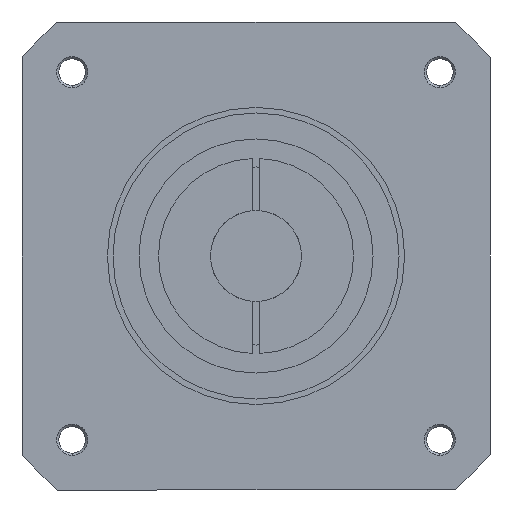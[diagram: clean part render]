
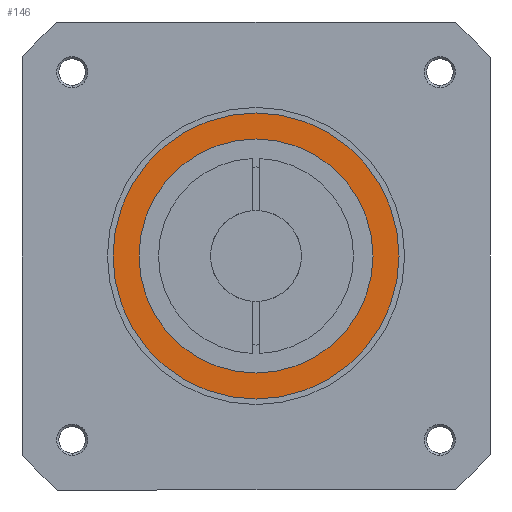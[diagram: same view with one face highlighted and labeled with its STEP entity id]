
A CAD part, front view. The second image highlights one B-rep face of the part: STEP entity #146.
In plain terms, the highlighted planar face has unit normal (0, -1, 0).
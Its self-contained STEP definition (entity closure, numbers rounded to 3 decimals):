
#10 = VERTEX_POINT ( 'NONE', #3508 ) ;
#19 = ORIENTED_EDGE ( 'NONE', *, *, #487, .T. ) ;
#146 = ADVANCED_FACE ( 'NONE', ( #3207, #2232 ), #2538, .T. ) ;
#257 = CIRCLE ( 'NONE', #3877, 45. ) ;
#324 = AXIS2_PLACEMENT_3D ( 'NONE', #2409, #2571, #2729 ) ;
#348 = ORIENTED_EDGE ( 'NONE', *, *, #2357, .T. ) ;
#487 = EDGE_CURVE ( 'NONE', #3451, #2467, #3414, .T. ) ;
#668 = EDGE_CURVE ( 'NONE', #10, #857, #3767, .T. ) ;
#778 = DIRECTION ( 'NONE',  ( 0., 1., 0. ) ) ;
#857 = VERTEX_POINT ( 'NONE', #3887 ) ;
#939 = CARTESIAN_POINT ( 'NONE',  ( 0., 32.5, 45. ) ) ;
#995 = EDGE_LOOP ( 'NONE', ( #19, #348 ) ) ;
#1007 = ORIENTED_EDGE ( 'NONE', *, *, #668, .F. ) ;
#1053 = AXIS2_PLACEMENT_3D ( 'NONE', #3831, #2144, #2109 ) ;
#1318 = CARTESIAN_POINT ( 'NONE',  ( 0., 32.5, 0. ) ) ;
#1383 = CARTESIAN_POINT ( 'NONE',  ( 0., 32.5, 0. ) ) ;
#1426 = CIRCLE ( 'NONE', #1662, 55. ) ;
#1645 = DIRECTION ( 'NONE',  ( 0., 0., 1. ) ) ;
#1662 = AXIS2_PLACEMENT_3D ( 'NONE', #1318, #3607, #1645 ) ;
#1720 = EDGE_LOOP ( 'NONE', ( #2413, #1007 ) ) ;
#1722 = DIRECTION ( 'NONE',  ( 0., 0., 1. ) ) ;
#1986 = AXIS2_PLACEMENT_3D ( 'NONE', #1996, #778, #2288 ) ;
#1996 = CARTESIAN_POINT ( 'NONE',  ( 0., 32.5, 0. ) ) ;
#2109 = DIRECTION ( 'NONE',  ( 0., 0., 1. ) ) ;
#2144 = DIRECTION ( 'NONE',  ( 0., 1., 0. ) ) ;
#2232 = FACE_OUTER_BOUND ( 'NONE', #1720, .T. ) ;
#2240 = EDGE_CURVE ( 'NONE', #857, #10, #1426, .T. ) ;
#2288 = DIRECTION ( 'NONE',  ( 0., 0., 1. ) ) ;
#2357 = EDGE_CURVE ( 'NONE', #2467, #3451, #257, .T. ) ;
#2409 = CARTESIAN_POINT ( 'NONE',  ( 45., 32.5, 0. ) ) ;
#2413 = ORIENTED_EDGE ( 'NONE', *, *, #2240, .F. ) ;
#2467 = VERTEX_POINT ( 'NONE', #2813 ) ;
#2538 = PLANE ( 'NONE',  #324 ) ;
#2571 = DIRECTION ( 'NONE',  ( 0., -1., 0. ) ) ;
#2729 = DIRECTION ( 'NONE',  ( 0., 0., -1. ) ) ;
#2813 = CARTESIAN_POINT ( 'NONE',  ( 0., 32.5, -45. ) ) ;
#3207 = FACE_BOUND ( 'NONE', #995, .T. ) ;
#3414 = CIRCLE ( 'NONE', #1986, 45. ) ;
#3451 = VERTEX_POINT ( 'NONE', #939 ) ;
#3508 = CARTESIAN_POINT ( 'NONE',  ( 0., 32.5, -55. ) ) ;
#3607 = DIRECTION ( 'NONE',  ( 0., 1., 0. ) ) ;
#3690 = DIRECTION ( 'NONE',  ( 0., 1., 0. ) ) ;
#3767 = CIRCLE ( 'NONE', #1053, 55. ) ;
#3831 = CARTESIAN_POINT ( 'NONE',  ( 0., 32.5, 0. ) ) ;
#3877 = AXIS2_PLACEMENT_3D ( 'NONE', #1383, #3690, #1722 ) ;
#3887 = CARTESIAN_POINT ( 'NONE',  ( 0., 32.5, 55. ) ) ;
